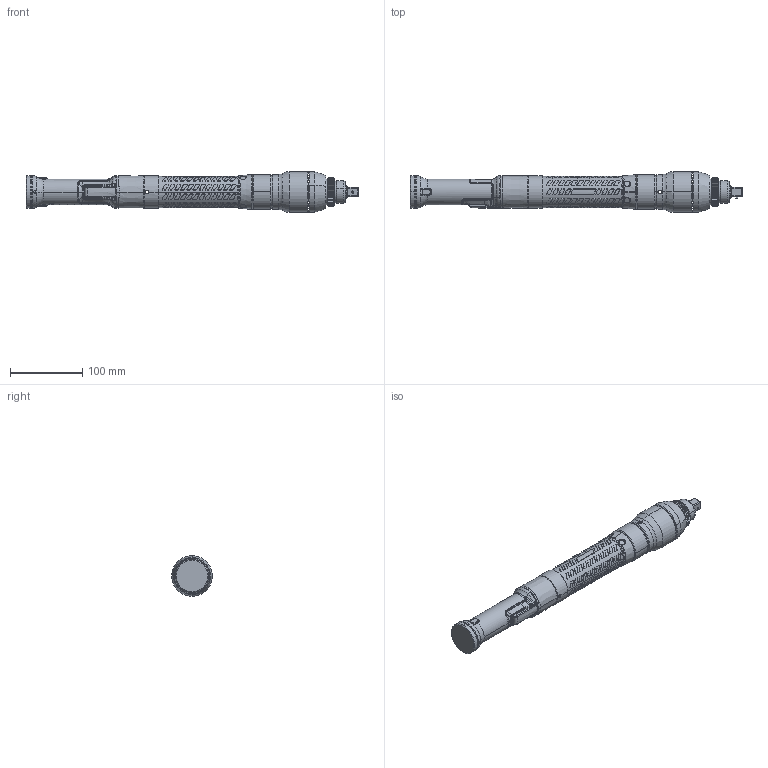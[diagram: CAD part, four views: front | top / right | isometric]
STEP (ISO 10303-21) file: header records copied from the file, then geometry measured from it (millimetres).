
FILE_DESCRIPTION((''),'2;1');
FILE_NAME('50ESN125KD4_SW0001','2018-11-27T',('A1X81'),(''),'CREO PARAMETRIC BY PTC INC, 2016050','CREO PARAMETRIC BY PTC INC, 2016050','');
FILE_SCHEMA(('CONFIG_CONTROL_DESIGN'));
Products named in the file (1): 50ESN125KD4_SW0001
Bounding box: 459.6 x 56 x 56 mm (x, y, z)
Surface area: 81095.1 mm2 (no closed solid volume)
Topology: 0 solids, 439 shells, 1619 faces, 6043 edges, 4801 vertices
Faces by surface type: bspline 742, cylinder 432, extrusion 220, plane 134, torus 56, cone 34, sphere 1
Entity records: 97685 total; most frequent: CARTESIAN_POINT 56527, ORIENTED_EDGE 7864, DIRECTION 6259, EDGE_CURVE 6043, VERTEX_POINT 4801, B_SPLINE_CURVE_WITH_KNOTS 3141, AXIS2_PLACEMENT_3D 2260, VECTOR 1739
